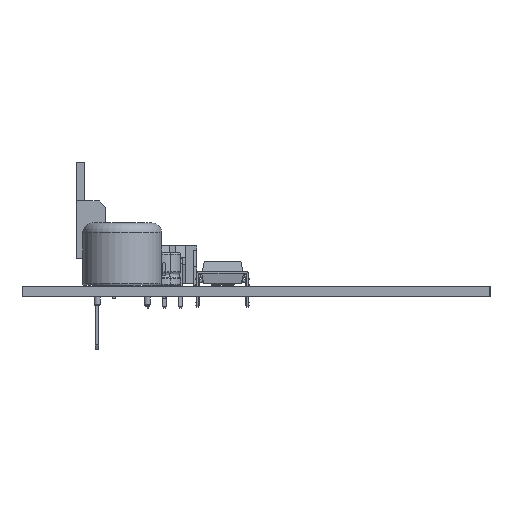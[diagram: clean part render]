
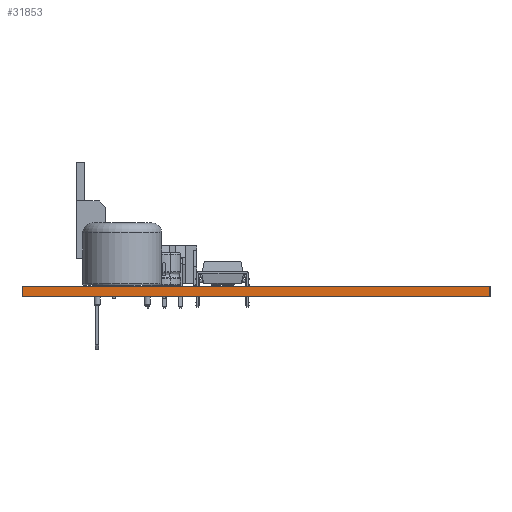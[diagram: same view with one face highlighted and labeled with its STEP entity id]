
A CAD part, left-side view. The second image highlights one B-rep face of the part: STEP entity #31853.
In plain terms, the highlighted planar face has unit normal (-1, 0, 0).
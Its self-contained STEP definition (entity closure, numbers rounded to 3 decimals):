
#31672 = PLANE('',#31673);
#31673 = AXIS2_PLACEMENT_3D('',#31674,#31675,#31676);
#31674 = CARTESIAN_POINT('',(217.17,-72.39,0.));
#31675 = DIRECTION('',(0.,-1.,0.));
#31676 = DIRECTION('',(-1.,0.,0.));
#31697 = VERTEX_POINT('',#31698);
#31698 = CARTESIAN_POINT('',(127.,-72.39,1.6));
#31712 = PLANE('',#31713);
#31713 = AXIS2_PLACEMENT_3D('',#31714,#31715,#31716);
#31714 = CARTESIAN_POINT('',(172.085,-107.95,1.6));
#31715 = DIRECTION('',(0.,0.,1.));
#31716 = DIRECTION('',(1.,0.,0.));
#31724 = EDGE_CURVE('',#31725,#31697,#31727,.T.);
#31725 = VERTEX_POINT('',#31726);
#31726 = CARTESIAN_POINT('',(127.,-72.39,0.));
#31727 = SURFACE_CURVE('',#31728,(#31732,#31739),.PCURVE_S1.);
#31728 = LINE('',#31729,#31730);
#31729 = CARTESIAN_POINT('',(127.,-72.39,0.));
#31730 = VECTOR('',#31731,1.);
#31731 = DIRECTION('',(0.,0.,1.));
#31732 = PCURVE('',#31672,#31733);
#31733 = DEFINITIONAL_REPRESENTATION('',(#31734),#31738);
#31734 = LINE('',#31735,#31736);
#31735 = CARTESIAN_POINT('',(90.17,0.));
#31736 = VECTOR('',#31737,1.);
#31737 = DIRECTION('',(0.,-1.));
#31738 = ( GEOMETRIC_REPRESENTATION_CONTEXT(2) 
PARAMETRIC_REPRESENTATION_CONTEXT() REPRESENTATION_CONTEXT('2D SPACE',''
  ) );
#31739 = PCURVE('',#31740,#31745);
#31740 = PLANE('',#31741);
#31741 = AXIS2_PLACEMENT_3D('',#31742,#31743,#31744);
#31742 = CARTESIAN_POINT('',(127.,-72.39,0.));
#31743 = DIRECTION('',(1.,0.,0.));
#31744 = DIRECTION('',(0.,-1.,0.));
#31745 = DEFINITIONAL_REPRESENTATION('',(#31746),#31750);
#31746 = LINE('',#31747,#31748);
#31747 = CARTESIAN_POINT('',(0.,0.));
#31748 = VECTOR('',#31749,1.);
#31749 = DIRECTION('',(0.,-1.));
#31750 = ( GEOMETRIC_REPRESENTATION_CONTEXT(2) 
PARAMETRIC_REPRESENTATION_CONTEXT() REPRESENTATION_CONTEXT('2D SPACE',''
  ) );
#31766 = PLANE('',#31767);
#31767 = AXIS2_PLACEMENT_3D('',#31768,#31769,#31770);
#31768 = CARTESIAN_POINT('',(172.085,-107.95,0.));
#31769 = DIRECTION('',(0.,0.,1.));
#31770 = DIRECTION('',(1.,0.,0.));
#31799 = PLANE('',#31800);
#31800 = AXIS2_PLACEMENT_3D('',#31801,#31802,#31803);
#31801 = CARTESIAN_POINT('',(127.,-143.51,0.));
#31802 = DIRECTION('',(0.,1.,0.));
#31803 = DIRECTION('',(1.,0.,0.));
#31853 = ADVANCED_FACE('',(#31854),#31740,.F.);
#31854 = FACE_BOUND('',#31855,.F.);
#31855 = EDGE_LOOP('',(#31856,#31857,#31880,#31903));
#31856 = ORIENTED_EDGE('',*,*,#31724,.T.);
#31857 = ORIENTED_EDGE('',*,*,#31858,.T.);
#31858 = EDGE_CURVE('',#31697,#31859,#31861,.T.);
#31859 = VERTEX_POINT('',#31860);
#31860 = CARTESIAN_POINT('',(127.,-143.51,1.6));
#31861 = SURFACE_CURVE('',#31862,(#31866,#31873),.PCURVE_S1.);
#31862 = LINE('',#31863,#31864);
#31863 = CARTESIAN_POINT('',(127.,-72.39,1.6));
#31864 = VECTOR('',#31865,1.);
#31865 = DIRECTION('',(0.,-1.,0.));
#31866 = PCURVE('',#31740,#31867);
#31867 = DEFINITIONAL_REPRESENTATION('',(#31868),#31872);
#31868 = LINE('',#31869,#31870);
#31869 = CARTESIAN_POINT('',(0.,-1.6));
#31870 = VECTOR('',#31871,1.);
#31871 = DIRECTION('',(1.,0.));
#31872 = ( GEOMETRIC_REPRESENTATION_CONTEXT(2) 
PARAMETRIC_REPRESENTATION_CONTEXT() REPRESENTATION_CONTEXT('2D SPACE',''
  ) );
#31873 = PCURVE('',#31712,#31874);
#31874 = DEFINITIONAL_REPRESENTATION('',(#31875),#31879);
#31875 = LINE('',#31876,#31877);
#31876 = CARTESIAN_POINT('',(-45.085,35.56));
#31877 = VECTOR('',#31878,1.);
#31878 = DIRECTION('',(0.,-1.));
#31879 = ( GEOMETRIC_REPRESENTATION_CONTEXT(2) 
PARAMETRIC_REPRESENTATION_CONTEXT() REPRESENTATION_CONTEXT('2D SPACE',''
  ) );
#31880 = ORIENTED_EDGE('',*,*,#31881,.F.);
#31881 = EDGE_CURVE('',#31882,#31859,#31884,.T.);
#31882 = VERTEX_POINT('',#31883);
#31883 = CARTESIAN_POINT('',(127.,-143.51,0.));
#31884 = SURFACE_CURVE('',#31885,(#31889,#31896),.PCURVE_S1.);
#31885 = LINE('',#31886,#31887);
#31886 = CARTESIAN_POINT('',(127.,-143.51,0.));
#31887 = VECTOR('',#31888,1.);
#31888 = DIRECTION('',(0.,0.,1.));
#31889 = PCURVE('',#31740,#31890);
#31890 = DEFINITIONAL_REPRESENTATION('',(#31891),#31895);
#31891 = LINE('',#31892,#31893);
#31892 = CARTESIAN_POINT('',(71.12,0.));
#31893 = VECTOR('',#31894,1.);
#31894 = DIRECTION('',(0.,-1.));
#31895 = ( GEOMETRIC_REPRESENTATION_CONTEXT(2) 
PARAMETRIC_REPRESENTATION_CONTEXT() REPRESENTATION_CONTEXT('2D SPACE',''
  ) );
#31896 = PCURVE('',#31799,#31897);
#31897 = DEFINITIONAL_REPRESENTATION('',(#31898),#31902);
#31898 = LINE('',#31899,#31900);
#31899 = CARTESIAN_POINT('',(0.,0.));
#31900 = VECTOR('',#31901,1.);
#31901 = DIRECTION('',(0.,-1.));
#31902 = ( GEOMETRIC_REPRESENTATION_CONTEXT(2) 
PARAMETRIC_REPRESENTATION_CONTEXT() REPRESENTATION_CONTEXT('2D SPACE',''
  ) );
#31903 = ORIENTED_EDGE('',*,*,#31904,.F.);
#31904 = EDGE_CURVE('',#31725,#31882,#31905,.T.);
#31905 = SURFACE_CURVE('',#31906,(#31910,#31917),.PCURVE_S1.);
#31906 = LINE('',#31907,#31908);
#31907 = CARTESIAN_POINT('',(127.,-72.39,0.));
#31908 = VECTOR('',#31909,1.);
#31909 = DIRECTION('',(0.,-1.,0.));
#31910 = PCURVE('',#31740,#31911);
#31911 = DEFINITIONAL_REPRESENTATION('',(#31912),#31916);
#31912 = LINE('',#31913,#31914);
#31913 = CARTESIAN_POINT('',(0.,0.));
#31914 = VECTOR('',#31915,1.);
#31915 = DIRECTION('',(1.,0.));
#31916 = ( GEOMETRIC_REPRESENTATION_CONTEXT(2) 
PARAMETRIC_REPRESENTATION_CONTEXT() REPRESENTATION_CONTEXT('2D SPACE',''
  ) );
#31917 = PCURVE('',#31766,#31918);
#31918 = DEFINITIONAL_REPRESENTATION('',(#31919),#31923);
#31919 = LINE('',#31920,#31921);
#31920 = CARTESIAN_POINT('',(-45.085,35.56));
#31921 = VECTOR('',#31922,1.);
#31922 = DIRECTION('',(0.,-1.));
#31923 = ( GEOMETRIC_REPRESENTATION_CONTEXT(2) 
PARAMETRIC_REPRESENTATION_CONTEXT() REPRESENTATION_CONTEXT('2D SPACE',''
  ) );
